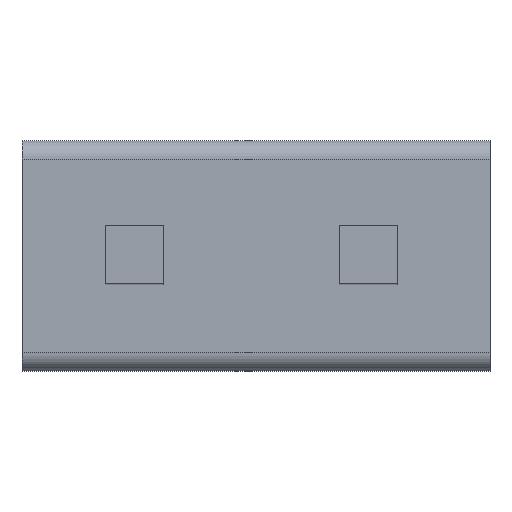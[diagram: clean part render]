
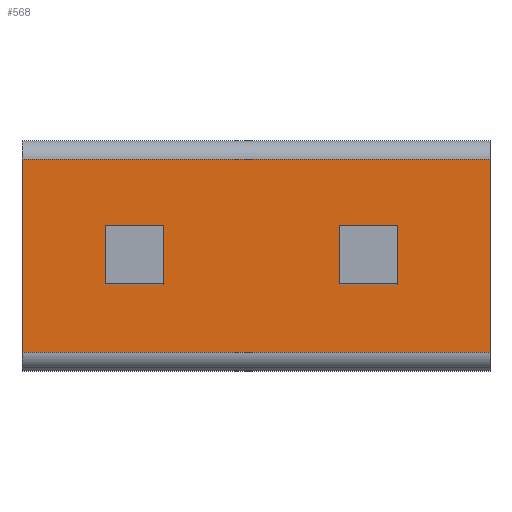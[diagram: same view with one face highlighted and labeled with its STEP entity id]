
A CAD part, top view. The second image highlights one B-rep face of the part: STEP entity #568.
In plain terms, the highlighted planar face has unit normal (0, 0, 1).
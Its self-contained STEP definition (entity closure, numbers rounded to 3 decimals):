
#110=DIRECTION('',(0.,-1.,0.));
#111=VECTOR('',#110,2.1);
#112=CARTESIAN_POINT('',(-2.54,1.05,0.));
#113=LINE('',#112,#111);
#114=DIRECTION('',(1.,0.,0.));
#115=VECTOR('',#114,5.08);
#116=CARTESIAN_POINT('',(-2.54,-1.05,0.));
#117=LINE('',#116,#115);
#118=DIRECTION('',(1.,0.,0.));
#119=VECTOR('',#118,5.08);
#120=CARTESIAN_POINT('',(-2.54,1.05,0.));
#121=LINE('',#120,#119);
#122=DIRECTION('',(1.,0.,0.));
#123=VECTOR('',#122,0.63);
#124=CARTESIAN_POINT('',(-1.635,-0.315,0.));
#125=LINE('',#124,#123);
#126=DIRECTION('',(0.,1.,0.));
#127=VECTOR('',#126,0.63);
#128=CARTESIAN_POINT('',(-1.005,-0.315,0.));
#129=LINE('',#128,#127);
#130=DIRECTION('',(1.,0.,0.));
#131=VECTOR('',#130,0.63);
#132=CARTESIAN_POINT('',(-1.635,0.315,0.));
#133=LINE('',#132,#131);
#134=DIRECTION('',(0.,1.,0.));
#135=VECTOR('',#134,0.63);
#136=CARTESIAN_POINT('',(-1.635,-0.315,0.));
#137=LINE('',#136,#135);
#138=DIRECTION('',(1.,0.,0.));
#139=VECTOR('',#138,0.63);
#140=CARTESIAN_POINT('',(0.905,-0.315,0.));
#141=LINE('',#140,#139);
#142=DIRECTION('',(0.,1.,0.));
#143=VECTOR('',#142,0.63);
#144=CARTESIAN_POINT('',(1.535,-0.315,0.));
#145=LINE('',#144,#143);
#146=DIRECTION('',(1.,0.,0.));
#147=VECTOR('',#146,0.63);
#148=CARTESIAN_POINT('',(0.905,0.315,0.));
#149=LINE('',#148,#147);
#150=DIRECTION('',(0.,1.,0.));
#151=VECTOR('',#150,0.63);
#152=CARTESIAN_POINT('',(0.905,-0.315,0.));
#153=LINE('',#152,#151);
#223=DIRECTION('',(0.,-1.,0.));
#224=VECTOR('',#223,2.1);
#225=CARTESIAN_POINT('',(2.54,1.05,0.));
#226=LINE('',#225,#224);
#388=CARTESIAN_POINT('',(-2.54,-1.05,0.));
#390=VERTEX_POINT('',#388);
#406=CARTESIAN_POINT('',(-2.54,1.05,0.));
#407=VERTEX_POINT('',#406);
#408=CARTESIAN_POINT('',(2.54,-1.05,0.));
#410=VERTEX_POINT('',#408);
#426=CARTESIAN_POINT('',(2.54,1.05,0.));
#427=VERTEX_POINT('',#426);
#452=CARTESIAN_POINT('',(-1.635,-0.315,0.));
#453=CARTESIAN_POINT('',(-1.005,-0.315,0.));
#454=VERTEX_POINT('',#452);
#455=VERTEX_POINT('',#453);
#456=CARTESIAN_POINT('',(-1.635,0.315,0.));
#457=CARTESIAN_POINT('',(-1.005,0.315,0.));
#458=VERTEX_POINT('',#456);
#459=VERTEX_POINT('',#457);
#484=CARTESIAN_POINT('',(0.905,-0.315,0.));
#485=CARTESIAN_POINT('',(1.535,-0.315,0.));
#486=VERTEX_POINT('',#484);
#487=VERTEX_POINT('',#485);
#488=CARTESIAN_POINT('',(0.905,0.315,0.));
#489=CARTESIAN_POINT('',(1.535,0.315,0.));
#490=VERTEX_POINT('',#488);
#491=VERTEX_POINT('',#489);
#535=CARTESIAN_POINT('',(-2.54,1.05,0.));
#536=DIRECTION('',(0.,0.,1.));
#537=DIRECTION('',(0.,-1.,0.));
#538=AXIS2_PLACEMENT_3D('',#535,#536,#537);
#539=PLANE('',#538);
#540=ORIENTED_EDGE('',*,*,#515,.F.);
#542=ORIENTED_EDGE('',*,*,#541,.T.);
#544=ORIENTED_EDGE('',*,*,#543,.T.);
#545=ORIENTED_EDGE('',*,*,#526,.F.);
#546=EDGE_LOOP('',(#540,#542,#544,#545));
#547=FACE_OUTER_BOUND('',#546,.F.);
#549=ORIENTED_EDGE('',*,*,#548,.T.);
#551=ORIENTED_EDGE('',*,*,#550,.T.);
#553=ORIENTED_EDGE('',*,*,#552,.F.);
#555=ORIENTED_EDGE('',*,*,#554,.F.);
#556=EDGE_LOOP('',(#549,#551,#553,#555));
#557=FACE_BOUND('',#556,.F.);
#559=ORIENTED_EDGE('',*,*,#558,.T.);
#561=ORIENTED_EDGE('',*,*,#560,.T.);
#563=ORIENTED_EDGE('',*,*,#562,.F.);
#565=ORIENTED_EDGE('',*,*,#564,.F.);
#566=EDGE_LOOP('',(#559,#561,#563,#565));
#567=FACE_BOUND('',#566,.F.);
#568=ADVANCED_FACE('',(#547,#557,#567),#539,.T.);
#515=EDGE_CURVE('',#407,#390,#113,.T.);
#526=EDGE_CURVE('',#390,#410,#117,.T.);
#541=EDGE_CURVE('',#407,#427,#121,.T.);
#543=EDGE_CURVE('',#427,#410,#226,.T.);
#548=EDGE_CURVE('',#454,#455,#125,.T.);
#550=EDGE_CURVE('',#455,#459,#129,.T.);
#552=EDGE_CURVE('',#458,#459,#133,.T.);
#554=EDGE_CURVE('',#454,#458,#137,.T.);
#558=EDGE_CURVE('',#486,#487,#141,.T.);
#560=EDGE_CURVE('',#487,#491,#145,.T.);
#562=EDGE_CURVE('',#490,#491,#149,.T.);
#564=EDGE_CURVE('',#486,#490,#153,.T.);
